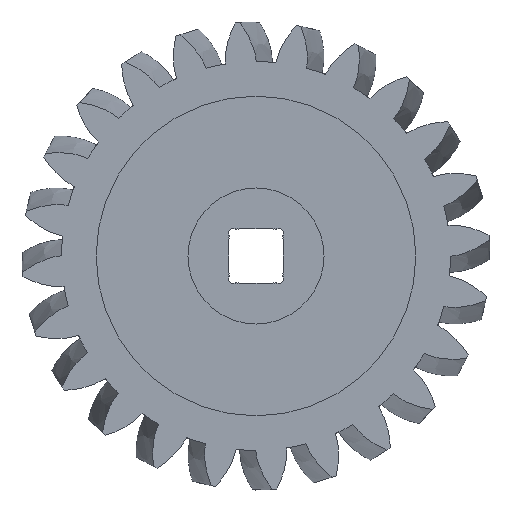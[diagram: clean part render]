
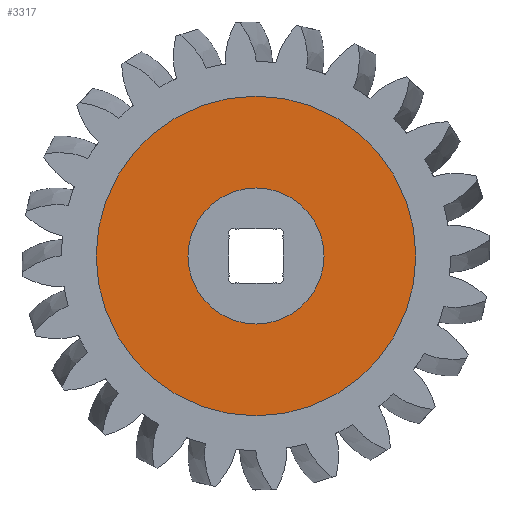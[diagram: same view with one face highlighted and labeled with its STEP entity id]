
A CAD part, front view. The second image highlights one B-rep face of the part: STEP entity #3317.
In plain terms, the highlighted planar face has unit normal (0, -1, 0).
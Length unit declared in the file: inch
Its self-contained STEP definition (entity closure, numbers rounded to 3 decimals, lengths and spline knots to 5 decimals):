
#281=FACE_BOUND('',#997,.T.);
#816=FACE_OUTER_BOUND('',#996,.T.);
#996=EDGE_LOOP('',(#2576,#2577));
#997=EDGE_LOOP('',(#2578,#2579));
#1137=CIRCLE('',#3518,0.15748);
#1138=CIRCLE('',#3519,0.15748);
#1149=CIRCLE('',#3562,0.37008);
#1150=CIRCLE('',#3563,0.37008);
#1390=VERTEX_POINT('',#4802);
#1391=VERTEX_POINT('',#4803);
#1406=VERTEX_POINT('',#4897);
#1407=VERTEX_POINT('',#4898);
#1785=EDGE_CURVE('',#1390,#1391,#1137,.T.);
#1787=EDGE_CURVE('',#1391,#1390,#1138,.T.);
#1832=EDGE_CURVE('',#1406,#1407,#1149,.T.);
#1833=EDGE_CURVE('',#1407,#1406,#1150,.T.);
#2576=ORIENTED_EDGE('',*,*,#1832,.F.);
#2577=ORIENTED_EDGE('',*,*,#1833,.F.);
#2578=ORIENTED_EDGE('',*,*,#1785,.F.);
#2579=ORIENTED_EDGE('',*,*,#1787,.F.);
#3238=PLANE('',#3561);
#3317=ADVANCED_FACE('',(#816,#281),#3238,.F.);
#3518=AXIS2_PLACEMENT_3D('',#4804,#3999,#4000);
#3519=AXIS2_PLACEMENT_3D('',#4806,#4002,#4003);
#3561=AXIS2_PLACEMENT_3D('',#4896,#4120,#4121);
#3562=AXIS2_PLACEMENT_3D('',#4899,#4122,#4123);
#3563=AXIS2_PLACEMENT_3D('',#4900,#4124,#4125);
#3999=DIRECTION('center_axis',(0.,-1.,0.));
#4000=DIRECTION('ref_axis',(0.,0.,1.));
#4002=DIRECTION('center_axis',(0.,-1.,0.));
#4003=DIRECTION('ref_axis',(0.,0.,1.));
#4120=DIRECTION('center_axis',(0.,1.,0.));
#4121=DIRECTION('ref_axis',(0.,0.,1.));
#4122=DIRECTION('center_axis',(0.,1.,0.));
#4123=DIRECTION('ref_axis',(0.,0.,1.));
#4124=DIRECTION('center_axis',(0.,1.,0.));
#4125=DIRECTION('ref_axis',(0.,0.,1.));
#4802=CARTESIAN_POINT('',(0.,-0.03051,0.15748));
#4803=CARTESIAN_POINT('',(0.,-0.03051,-0.15748));
#4804=CARTESIAN_POINT('Origin',(0.,-0.03051,0.));
#4806=CARTESIAN_POINT('Origin',(0.,-0.03051,0.));
#4896=CARTESIAN_POINT('Origin',(0.,-0.03051,0.));
#4897=CARTESIAN_POINT('',(0.,-0.03051,0.37008));
#4898=CARTESIAN_POINT('',(0.,-0.03051,-0.37008));
#4899=CARTESIAN_POINT('Origin',(0.,-0.03051,0.));
#4900=CARTESIAN_POINT('Origin',(0.,-0.03051,0.));
